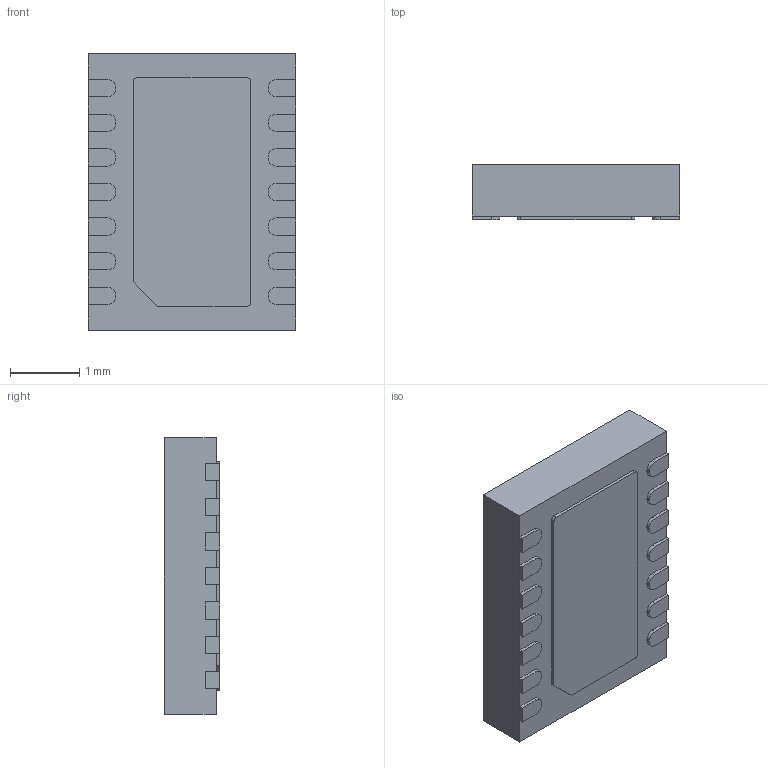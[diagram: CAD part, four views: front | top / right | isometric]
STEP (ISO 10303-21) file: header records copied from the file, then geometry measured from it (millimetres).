
FILE_DESCRIPTION (( 'STEP AP214' ), '1' );
FILE_NAME ('LTC4358CDE#PBF.STEP', '2022-02-25T18:09:28', ( '' ), ( '' ), 'SwSTEP 2.0', 'SolidWorks 2017', '' );
FILE_SCHEMA (( 'AUTOMOTIVE_DESIGN' ));
Length unit declared in the file: millimetre
Products named in the file (1): LTC4358CDE#PBF
Bounding box: 3 x 0.8 x 4 mm (x, y, z)
Volume: 9.3 mm3; surface area: 56.9 mm2
Topology: 17 solids, 17 shells, 228 faces, 576 edges, 384 vertices
Faces by surface type: plane 162, cylinder 66
Entity records: 7010 total; most frequent: CARTESIAN_POINT 1189, DIRECTION 1166, ORIENTED_EDGE 1152, EDGE_CURVE 576, VECTOR 444, LINE 444, VERTEX_POINT 384, AXIS2_PLACEMENT_3D 361
